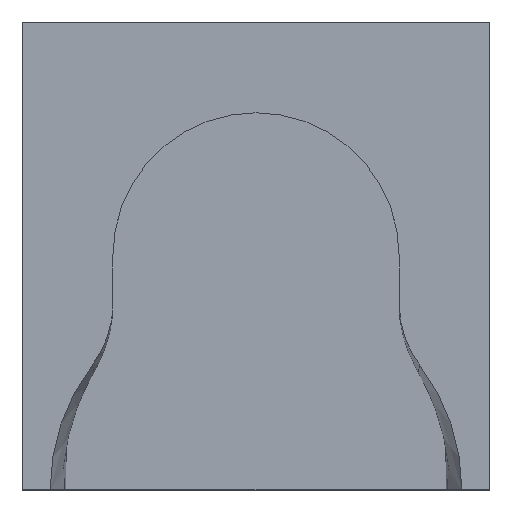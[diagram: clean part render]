
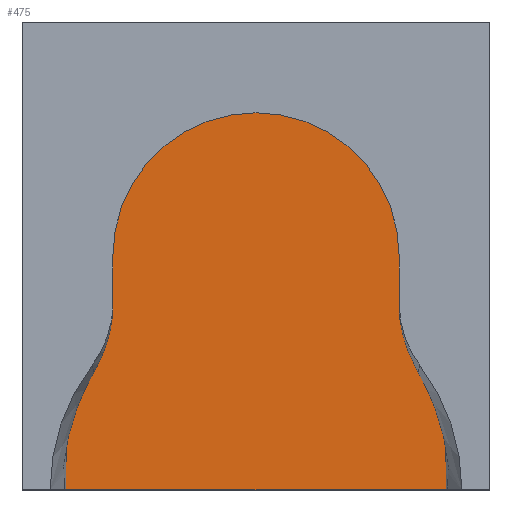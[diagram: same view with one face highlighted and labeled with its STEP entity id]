
A CAD part, top view. The second image highlights one B-rep face of the part: STEP entity #475.
In plain terms, the highlighted planar face has unit normal (0, 0, 1).
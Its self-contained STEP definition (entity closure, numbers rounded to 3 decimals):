
#159=CARTESIAN_POINT('',(164.824,-12.5,2.25));
#160=VERTEX_POINT('',#159);
#161=CARTESIAN_POINT('',(185.176,-12.5,2.25));
#162=VERTEX_POINT('',#161);
#163=CARTESIAN_POINT('',(164.824,-12.5,2.25));
#164=DIRECTION('',(1.,0.,-0.));
#165=VECTOR('',#164,20.351);
#166=LINE('',#163,#165);
#167=EDGE_CURVE('',#160,#162,#166,.T.);
#406=CARTESIAN_POINT('',(164.85,-10.724,2.25));
#407=VERTEX_POINT('',#406);
#418=CARTESIAN_POINT('',(164.85,-0.,2.25));
#419=VERTEX_POINT('',#418);
#420=CARTESIAN_POINT('',(164.85,-0.,2.25));
#421=DIRECTION('',(0.,-1.,0.));
#422=VECTOR('',#421,10.724);
#423=LINE('',#420,#422);
#424=EDGE_CURVE('',#419,#407,#423,.T.);
#435=CARTESIAN_POINT('',(180.075,-0.,2.25));
#436=DIRECTION('',(0.,0.,-1.));
#437=DIRECTION('',(-1.,0.,0.));
#438=AXIS2_PLACEMENT_3D('',#435,#436,#437);
#439=PLANE('',#438);
#440=ORIENTED_EDGE('',*,*,#167,.T.);
#441=CARTESIAN_POINT('',(185.15,-10.724,2.25));
#442=VERTEX_POINT('',#441);
#443=CARTESIAN_POINT('',(185.176,-12.5,2.25));
#444=CARTESIAN_POINT('',(185.176,-11.908,2.25));
#445=CARTESIAN_POINT('',(185.15,-11.316,2.25));
#446=CARTESIAN_POINT('',(185.15,-10.724,2.25));
#447=B_SPLINE_CURVE_WITH_KNOTS('',3,(#443,#444,#445,#446),.UNSPECIFIED.,.F.,.F.,(4,4),(0.,0.002),.UNSPECIFIED.);
#448=EDGE_CURVE('',#162,#442,#447,.T.);
#449=ORIENTED_EDGE('',*,*,#448,.T.);
#450=CARTESIAN_POINT('',(185.15,-0.,2.25));
#451=VERTEX_POINT('',#450);
#452=CARTESIAN_POINT('',(185.15,-0.,2.25));
#453=DIRECTION('',(0.,-1.,0.));
#454=VECTOR('',#453,10.724);
#455=LINE('',#452,#454);
#456=EDGE_CURVE('',#451,#442,#455,.T.);
#457=ORIENTED_EDGE('',*,*,#456,.F.);
#458=CARTESIAN_POINT('',(175.,-0.,2.25));
#459=DIRECTION('',(0.,0.,1.));
#460=DIRECTION('',(1.,0.,-0.));
#461=AXIS2_PLACEMENT_3D('',#458,#459,#460);
#462=CIRCLE('',#461,10.15);
#463=EDGE_CURVE('',#451,#419,#462,.T.);
#464=ORIENTED_EDGE('',*,*,#463,.T.);
#465=ORIENTED_EDGE('',*,*,#424,.T.);
#466=CARTESIAN_POINT('',(164.85,-10.724,2.25));
#467=CARTESIAN_POINT('',(164.85,-11.316,2.25));
#468=CARTESIAN_POINT('',(164.824,-11.908,2.25));
#469=CARTESIAN_POINT('',(164.824,-12.5,2.25));
#470=B_SPLINE_CURVE_WITH_KNOTS('',3,(#466,#467,#468,#469),.UNSPECIFIED.,.F.,.F.,(4,4),(0.,0.002),.UNSPECIFIED.);
#471=EDGE_CURVE('',#407,#160,#470,.T.);
#472=ORIENTED_EDGE('',*,*,#471,.T.);
#473=EDGE_LOOP('',(#440,#449,#457,#464,#465,#472));
#474=FACE_BOUND('',#473,.T.);
#475=ADVANCED_FACE('',(#474),#439,.F.);
